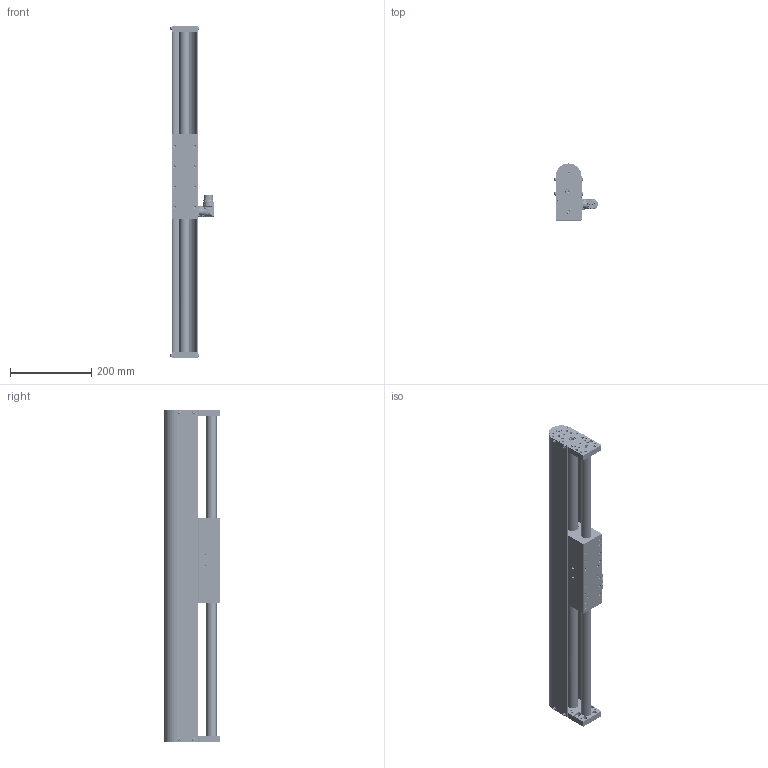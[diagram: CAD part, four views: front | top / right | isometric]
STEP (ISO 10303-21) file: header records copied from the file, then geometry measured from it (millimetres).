
FILE_DESCRIPTION (( 'STEP AP214' ), '1' );
FILE_NAME ('0186-1110_250115_DM01-48x150G-HP-C-575_CS01.STEP', '2025-01-15T12:49:26', ( '' ), ( '' ), 'SwSTEP 2.0', 'SolidWorks 2024', '' );
FILE_SCHEMA (( 'AUTOMOTIVE_DESIGN' ));
Length unit declared in the file: millimetre
Products named in the file (11): 0180-1301_DL01k-25-15.6x...-M18x1.5_DL01k-25-15,6x792-M18x1.5; 0180-1298_DM01k-48; 0186-1110_250115_DM01-48x150G-HP-C-575_CS01; 0180-1300_D01k-48x...-AD_D01k-48x817-AD; 0230-0488_Zyl.-Schr._I-6kt_M8x25_8.8_v-b; 0180-1842_DM01k-48-H; 0230-0653_Zyl.-Schr._I-6kt_n-K_M10x25_8.8_v-b; 0230-0365_Lins.-Schr_I-6rd_M4x8_8.8_v-b; DL01h-48x150G-HP-C-575_CS01_Läufer_beweglich_575; 0186-1541_PL01-28x800!750-HP-SF_PL01-28x800!750-HP-SF; DM01h-PS01-48x150G-HP-C-CS01
Assembly tree (21 placements, depth 3):
  0186-1110_250115_DM01-48x150G-HP-C-575_CS01
    DM01h-PS01-48x150G-HP-C-CS01
    DL01h-48x150G-HP-C-575_CS01_Läufer_beweglich_575
      0230-0365_Lins.-Schr_I-6rd_M4x8_8.8_v-b  x8
      0180-1300_D01k-48x...-AD_D01k-48x817-AD
      0230-0488_Zyl.-Schr._I-6kt_M8x25_8.8_v-b  x4
      0180-1842_DM01k-48-H
      0230-0653_Zyl.-Schr._I-6kt_n-K_M10x25_8.8_v-b
      0180-1298_DM01k-48
      0180-1301_DL01k-25-15.6x...-M18x1.5_DL01k-25-15,6x792-M18x1.5  x2
      0186-1541_PL01-28x800!750-HP-SF_PL01-28x800!750-HP-SF
Bounding box: 107.02 x 140 x 818 mm (x, y, z)
Volume: 2752391.1 mm3; surface area: 909296.3 mm2
Topology: 47 solids, 47 shells, 3117 faces, 7505 edges, 4594 vertices
Faces by surface type: cylinder 1089, plane 1021, cone 813, bspline 170, torus 24
Full cylindrical faces by diameter (mm): 1 x10, 1.2 x5, 1.5 x5, 1.8 x5, 2 x8, 2.05 x4, 2.5 x46, 2.6 x4, 2.7 x4, 2.8 x5, 2.9 x4, 3 x1, 3.3 x10, 4.2 x4, 4.5 x4, 4.8 x8, 5 x44, 6 x70, 6.6 x16, 6.8 x14, 8 x72, 8.4 x8, 8.5 x2, 9 x4, 10 x18, 10.5 x9, 11 x4, 13 x4, 14 x4, 15 x1
Entity records: 102937 total; most frequent: CARTESIAN_POINT 36158, DIRECTION 9118, ORIENTED_EDGE 8970, EDGE_CURVE 4485, AXIS2_PLACEMENT_3D 3557, VERTEX_POINT 3232, EDGE_LOOP 3215, FACE_OUTER_BOUND 2554
